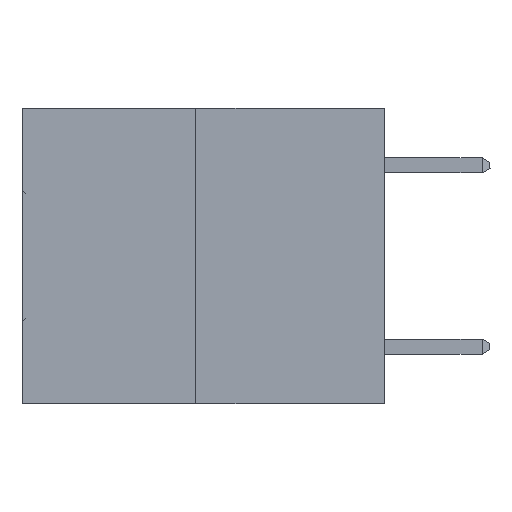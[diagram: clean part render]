
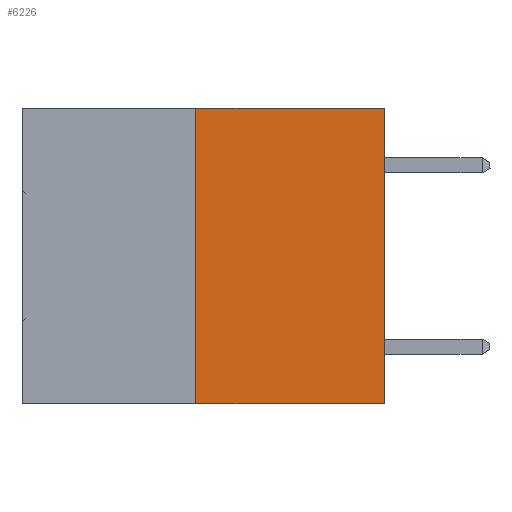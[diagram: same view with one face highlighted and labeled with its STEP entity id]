
A CAD part, left-side view. The second image highlights one B-rep face of the part: STEP entity #6226.
In plain terms, the highlighted planar face has unit normal (-1, 0, 0).
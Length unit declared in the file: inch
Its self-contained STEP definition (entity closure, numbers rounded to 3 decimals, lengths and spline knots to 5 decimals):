
#57 = DIRECTION ( 'NONE',  ( 0., -1., 0. ) ) ;
#1126 = LINE ( 'NONE', #35975, #20967 ) ;
#1354 = CARTESIAN_POINT ( 'NONE',  ( 0., 0.6, 0. ) ) ;
#1650 = EDGE_LOOP ( 'NONE', ( #21725, #19814, #21304, #12804 ) ) ;
#2126 = FACE_OUTER_BOUND ( 'NONE', #1650, .T. ) ;
#2425 = EDGE_CURVE ( 'NONE', #26198, #2853, #11866, .T. ) ;
#2853 = VERTEX_POINT ( 'NONE', #3062 ) ;
#3062 = CARTESIAN_POINT ( 'NONE',  ( 0., 0., 0. ) ) ;
#5287 = VECTOR ( 'NONE', #10159, 39.37008 ) ;
#6069 = VERTEX_POINT ( 'NONE', #36244 ) ;
#6226 = ADVANCED_FACE ( 'NONE', ( #2126 ), #7174, .F. ) ;
#6621 = EDGE_CURVE ( 'NONE', #6069, #2853, #28958, .T. ) ;
#7174 = PLANE ( 'NONE',  #27922 ) ;
#10159 = DIRECTION ( 'NONE',  ( 0., 0., 1. ) ) ;
#10828 = CARTESIAN_POINT ( 'NONE',  ( 0., 0., 0. ) ) ;
#11866 = LINE ( 'NONE', #10828, #32985 ) ;
#12281 = VECTOR ( 'NONE', #57, 39.37008 ) ;
#12804 = ORIENTED_EDGE ( 'NONE', *, *, #6621, .F. ) ;
#13202 = DIRECTION ( 'NONE',  ( 0., -1., 0. ) ) ;
#18569 = VERTEX_POINT ( 'NONE', #20959 ) ;
#19814 = ORIENTED_EDGE ( 'NONE', *, *, #30861, .T. ) ;
#20959 = CARTESIAN_POINT ( 'NONE',  ( 0., 0.312, -0.49 ) ) ;
#20967 = VECTOR ( 'NONE', #13202, 39.37008 ) ;
#21304 = ORIENTED_EDGE ( 'NONE', *, *, #2425, .T. ) ;
#21725 = ORIENTED_EDGE ( 'NONE', *, *, #24485, .F. ) ;
#23917 = DIRECTION ( 'NONE',  ( 0., 0., -1. ) ) ;
#24485 = EDGE_CURVE ( 'NONE', #18569, #6069, #29894, .T. ) ;
#25670 = CARTESIAN_POINT ( 'NONE',  ( 0., 0.6, 0. ) ) ;
#26198 = VERTEX_POINT ( 'NONE', #29225 ) ;
#26837 = DIRECTION ( 'NONE',  ( 1., 0., 0. ) ) ;
#27205 = CARTESIAN_POINT ( 'NONE',  ( 0., 0.312, -0.49 ) ) ;
#27922 = AXIS2_PLACEMENT_3D ( 'NONE', #1354, #26837, #23917 ) ;
#28958 = LINE ( 'NONE', #25670, #12281 ) ;
#29225 = CARTESIAN_POINT ( 'NONE',  ( 0., 0., -0.49 ) ) ;
#29894 = LINE ( 'NONE', #27205, #5287 ) ;
#30861 = EDGE_CURVE ( 'NONE', #18569, #26198, #1126, .T. ) ;
#32985 = VECTOR ( 'NONE', #33196, 39.37008 ) ;
#33196 = DIRECTION ( 'NONE',  ( 0., 0., 1. ) ) ;
#35975 = CARTESIAN_POINT ( 'NONE',  ( 0., 0.6, -0.49 ) ) ;
#36244 = CARTESIAN_POINT ( 'NONE',  ( 0., 0.312, 0. ) ) ;
